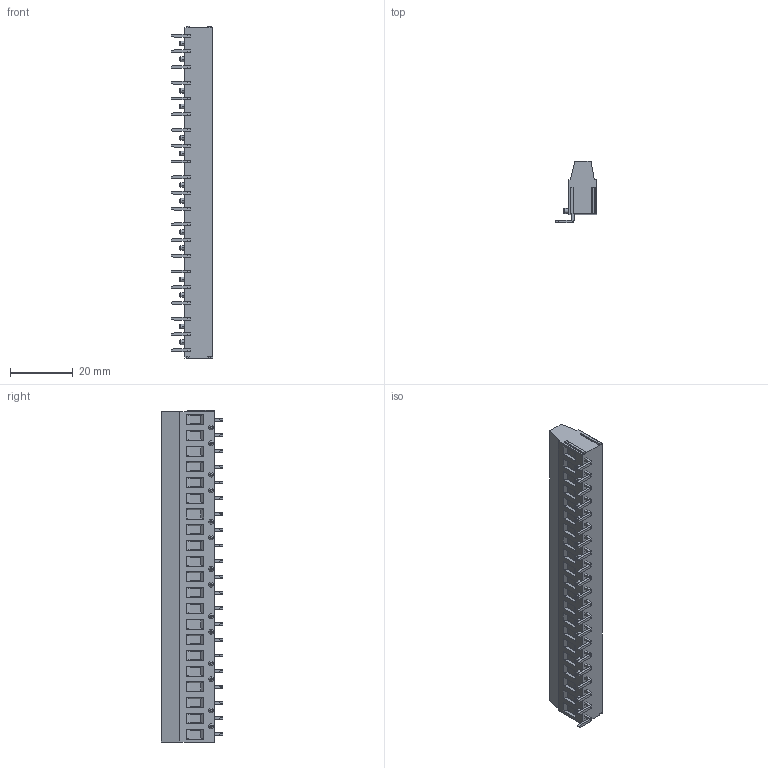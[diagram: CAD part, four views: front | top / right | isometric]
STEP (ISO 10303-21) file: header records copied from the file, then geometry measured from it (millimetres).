
FILE_DESCRIPTION((''),'2;1');
FILE_NAME('PRT0050','2024-11-02T',('yanfa'),(''),'PRO/ENGINEER BY PARAMETRIC TECHNOLOGY CORPORATION, 2009280','PRO/ENGINEER BY PARAMETRIC TECHNOLOGY CORPORATION, 2009280','');
FILE_SCHEMA(('AUTOMOTIVE_DESIGN_CC2 { 1 2 10303 214 -1 1 5 2 }'));
Length unit declared in the file: millimetre
Products named in the file (1): PRT0050
Bounding box: 13.1 x 19.45 x 105.56 mm (x, y, z)
Volume: 13492.3 mm3; surface area: 7509.4 mm2
Topology: 1 solids, 1 shells, 952 faces, 2276 edges, 1424 vertices
Faces by surface type: plane 544, cylinder 254, cone 84, torus 42, bspline 28
Entity records: 28206 total; most frequent: CARTESIAN_POINT 5828, DIRECTION 4730, ORIENTED_EDGE 4552, EDGE_CURVE 2276, AXIS2_PLACEMENT_3D 1614, VECTOR 1502, LINE 1502, VERTEX_POINT 1424
